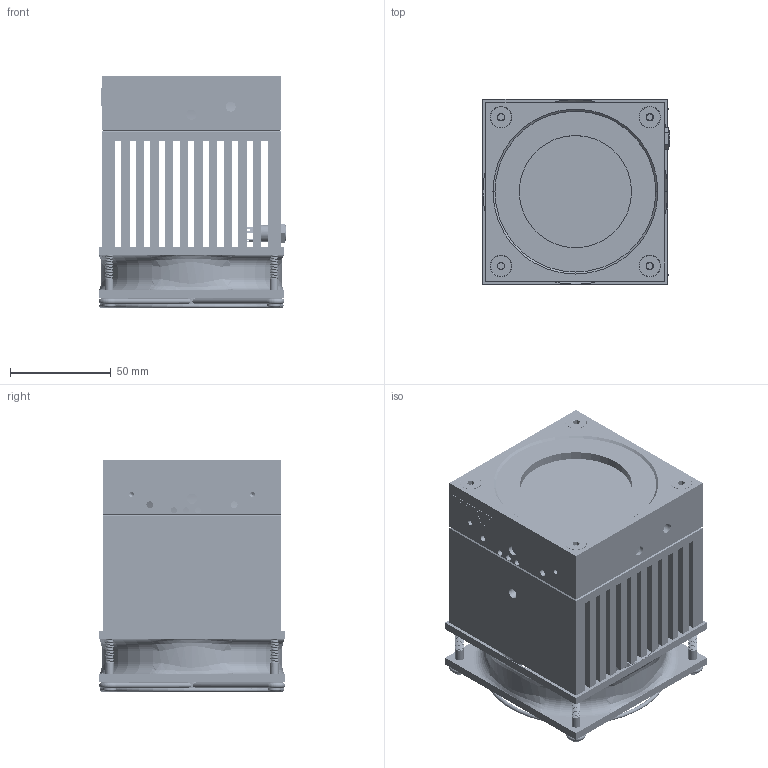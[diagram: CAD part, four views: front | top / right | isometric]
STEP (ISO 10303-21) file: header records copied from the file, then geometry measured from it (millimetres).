
FILE_DESCRIPTION (( 'STEP AP214' ), '1' );
FILE_NAME ('SK-9671 UP55N-300F-H12.STEP', '2017-12-06T18:26:59', ( '' ), ( '' ), 'SwSTEP 2.0', 'SolidWorks 2016', '' );
FILE_SCHEMA (( 'AUTOMOTIVE_DESIGN' ));
Length unit declared in the file: millimetre
Products named in the file (1): SK-9671 UP55N-300F-H12
Bounding box: 92.99 x 92.38 x 115.25 mm (x, y, z)
Volume: 559638.6 mm3; surface area: 237127 mm2
Topology: 17 solids, 17 shells, 2218 faces, 6164 edges, 4026 vertices
Faces by surface type: cylinder 1202, plane 632, cone 179, bspline 155, torus 50
Entity records: 132546 total; most frequent: CARTESIAN_POINT 58080, ORIENTED_EDGE 12296, DIRECTION 8346, EDGE_CURVE 6148, VERTEX_POINT 4026, LINE 2914, VECTOR 2914, AXIS2_PLACEMENT_3D 2716
